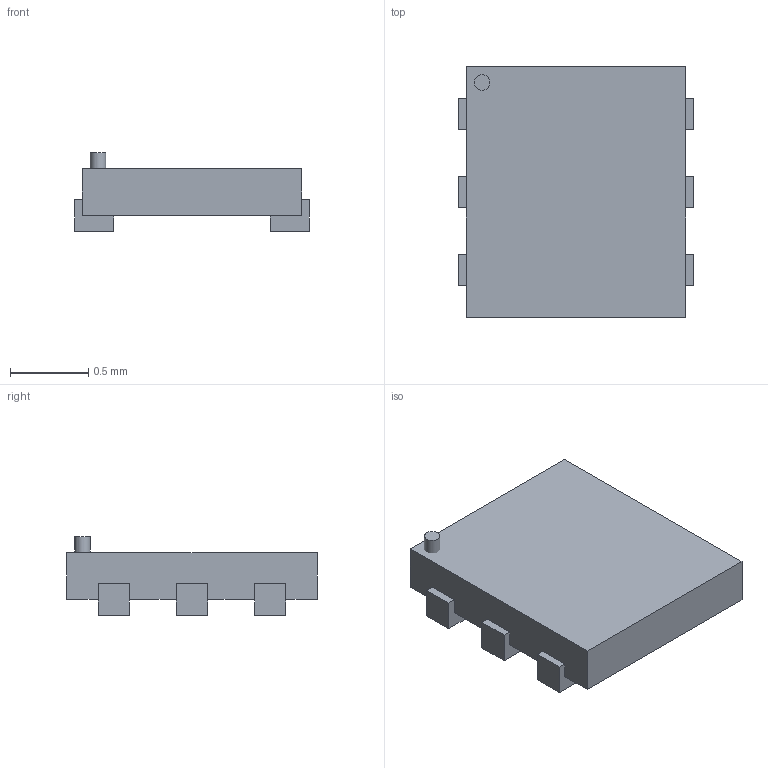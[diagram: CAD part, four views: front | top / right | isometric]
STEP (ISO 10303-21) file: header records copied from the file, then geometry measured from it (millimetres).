
FILE_DESCRIPTION(/* description */ ('model of ST_UQFN-6L_1.5x1.7mm_P0.5mm'),/* implementation_level */ '2;1');
FILE_NAME(/* name */ 'ST_UQFN-6L_1.5x1.7mm_P0.5mm.step',/* time_stamp */ '2023-06-05T19:44:21',/* author */ ('KiCAD','kicad'),/* organization */ ('OCCT'),/* preprocessor_version */ '',/* originating_system */ 'KiCAD',/* authorisation */ '');
FILE_SCHEMA(('AUTOMOTIVE_DESIGN { 1 0 10303 214 1 1 1 1 }'));
Length unit declared in the file: millimetre
Products named in the file (9): CQ assembly; 38725c18-03c0-11ee-a81f-0d426dd70c39; 38725c18-03c0-11ee-a81f-0d426dd70c39_part; 38725c19-03c0-11ee-a81f-0d426dd70c39; 38725c19-03c0-11ee-a81f-0d426dd70c39_part; 38725c1a-03c0-11ee-a81f-0d426dd70c39; 38725c1a-03c0-11ee-a81f-0d426dd70c39_part; 38725c1b-03c0-11ee-a81f-0d426dd70c39; 38725c1b-03c0-11ee-a81f-0d426dd70c39_part
Assembly tree (8 placements, depth 4):
  CQ assembly
    38725c18-03c0-11ee-a81f-0d426dd70c39
      38725c18-03c0-11ee-a81f-0d426dd70c39_part
      38725c19-03c0-11ee-a81f-0d426dd70c39
        38725c19-03c0-11ee-a81f-0d426dd70c39_part
      38725c1a-03c0-11ee-a81f-0d426dd70c39
        38725c1a-03c0-11ee-a81f-0d426dd70c39_part
      38725c1b-03c0-11ee-a81f-0d426dd70c39
        38725c1b-03c0-11ee-a81f-0d426dd70c39_part
Bounding box: 1.5 x 1.6 x 0.5 mm (x, y, z)
Volume: 0.7 mm3; surface area: 8.3 mm2
Topology: 8 solids, 8 shells, 69 faces, 159 edges, 106 vertices
Faces by surface type: plane 68, cylinder 1
Full cylindrical faces by diameter (mm): 0.1 x1
Entity records: 2117 total; most frequent: CARTESIAN_POINT 343, ORIENTED_EDGE 318, DIRECTION 317, EDGE_CURVE 159, LINE 157, VECTOR 157, VERTEX_POINT 106, AXIS2_PLACEMENT_3D 80
